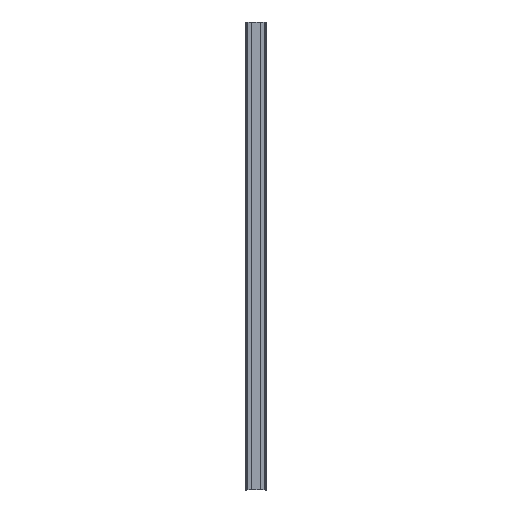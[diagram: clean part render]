
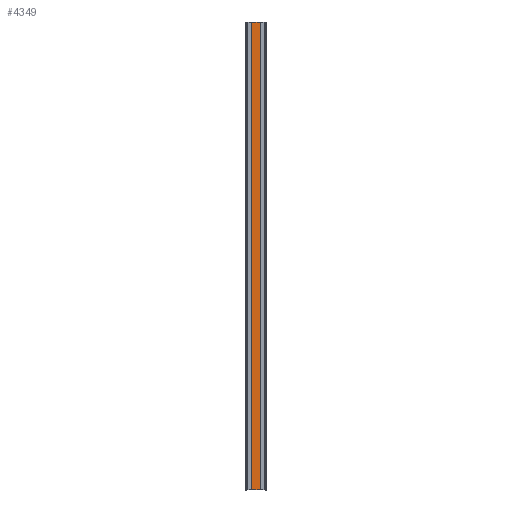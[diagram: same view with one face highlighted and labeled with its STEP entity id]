
A CAD part, top view. The second image highlights one B-rep face of the part: STEP entity #4349.
In plain terms, the highlighted planar face has unit normal (0, 0, 1).
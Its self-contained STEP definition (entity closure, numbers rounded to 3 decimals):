
#62 = PLANE ( 'NONE',  #3590 ) ;
#81 = CARTESIAN_POINT ( 'NONE',  ( 13.197, 900., -1.5 ) ) ;
#175 = LINE ( 'NONE', #933, #4234 ) ;
#363 = DIRECTION ( 'NONE',  ( -1., 0., 0. ) ) ;
#459 = ORIENTED_EDGE ( 'NONE', *, *, #3126, .F. ) ;
#585 = EDGE_CURVE ( 'NONE', #3131, #3188, #3300, .T. ) ;
#673 = DIRECTION ( 'NONE',  ( 0., -1., 0. ) ) ;
#700 = VECTOR ( 'NONE', #363, 1000. ) ;
#775 = ORIENTED_EDGE ( 'NONE', *, *, #585, .T. ) ;
#792 = CARTESIAN_POINT ( 'NONE',  ( -13.197, 900., -1.5 ) ) ;
#933 = CARTESIAN_POINT ( 'NONE',  ( -13.197, -600., -1.5 ) ) ;
#941 = DIRECTION ( 'NONE',  ( 0., 1., 0. ) ) ;
#1165 = EDGE_CURVE ( 'NONE', #3674, #2468, #175, .T. ) ;
#1546 = CARTESIAN_POINT ( 'NONE',  ( 13.197, -600., -1.5 ) ) ;
#1562 = DIRECTION ( 'NONE',  ( 0., -1., 0. ) ) ;
#1778 = CARTESIAN_POINT ( 'NONE',  ( 13.197, 900., -1.5 ) ) ;
#2008 = DIRECTION ( 'NONE',  ( 1., 0., 0. ) ) ;
#2081 = ORIENTED_EDGE ( 'NONE', *, *, #1165, .T. ) ;
#2468 = VERTEX_POINT ( 'NONE', #1546 ) ;
#2574 = EDGE_CURVE ( 'NONE', #3674, #3188, #2769, .T. ) ;
#2769 = LINE ( 'NONE', #4217, #3840 ) ;
#2914 = EDGE_LOOP ( 'NONE', ( #459, #775, #2953, #2081 ) ) ;
#2953 = ORIENTED_EDGE ( 'NONE', *, *, #2574, .F. ) ;
#3126 = EDGE_CURVE ( 'NONE', #3131, #2468, #3587, .T. ) ;
#3131 = VERTEX_POINT ( 'NONE', #1778 ) ;
#3188 = VERTEX_POINT ( 'NONE', #792 ) ;
#3300 = LINE ( 'NONE', #81, #700 ) ;
#3331 = FACE_OUTER_BOUND ( 'NONE', #2914, .T. ) ;
#3350 = VECTOR ( 'NONE', #673, 1000. ) ;
#3438 = CARTESIAN_POINT ( 'NONE',  ( -13.197, -600., -1.5 ) ) ;
#3587 = LINE ( 'NONE', #3925, #3350 ) ;
#3590 = AXIS2_PLACEMENT_3D ( 'NONE', #3732, #4116, #1562 ) ;
#3674 = VERTEX_POINT ( 'NONE', #3438 ) ;
#3732 = CARTESIAN_POINT ( 'NONE',  ( 13.197, 900., -1.5 ) ) ;
#3840 = VECTOR ( 'NONE', #941, 1000. ) ;
#3925 = CARTESIAN_POINT ( 'NONE',  ( 13.197, 900., -1.5 ) ) ;
#4116 = DIRECTION ( 'NONE',  ( 0., 0., -1. ) ) ;
#4217 = CARTESIAN_POINT ( 'NONE',  ( -13.197, -600., -1.5 ) ) ;
#4234 = VECTOR ( 'NONE', #2008, 1000. ) ;
#4349 = ADVANCED_FACE ( 'NONE', ( #3331 ), #62, .F. ) ;
